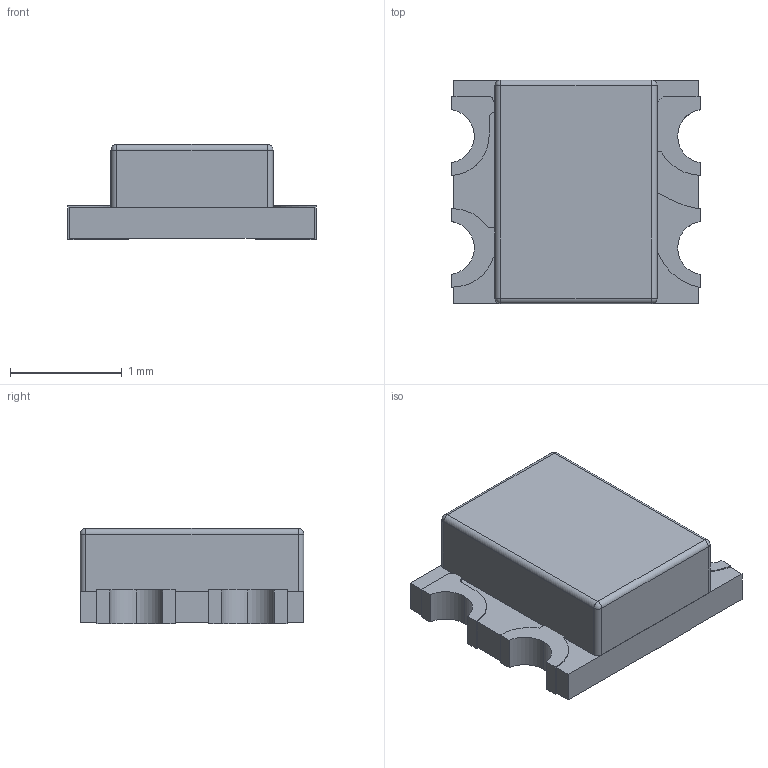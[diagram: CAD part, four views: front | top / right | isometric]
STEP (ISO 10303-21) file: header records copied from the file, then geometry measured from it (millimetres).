
FILE_DESCRIPTION (( 'STEP AP214' ), '1' );
FILE_NAME ('Led_WS2812B_2020.STEP', '2024-06-30T22:12:09', ( '' ), ( '' ), 'SwSTEP 2.0', 'SolidWorks 2022', '' );
FILE_SCHEMA (( 'AUTOMOTIVE_DESIGN' ));
Length unit declared in the file: millimetre
Products named in the file (1): Led_WS2812B_2020
Bounding box: 2.22 x 2 x 0.85 mm (x, y, z)
Volume: 2.9 mm3; surface area: 21.3 mm2
Topology: 2 solids, 2 shells, 274 faces, 723 edges, 472 vertices
Faces by surface type: cylinder 128, plane 106, torus 36, sphere 4
Entity records: 11438 total; most frequent: DIRECTION 1629, CARTESIAN_POINT 1466, ORIENTED_EDGE 1438, EDGE_CURVE 719, AXIS2_PLACEMENT_3D 635, VERTEX_POINT 472, CIRCLE 360, LINE 359
